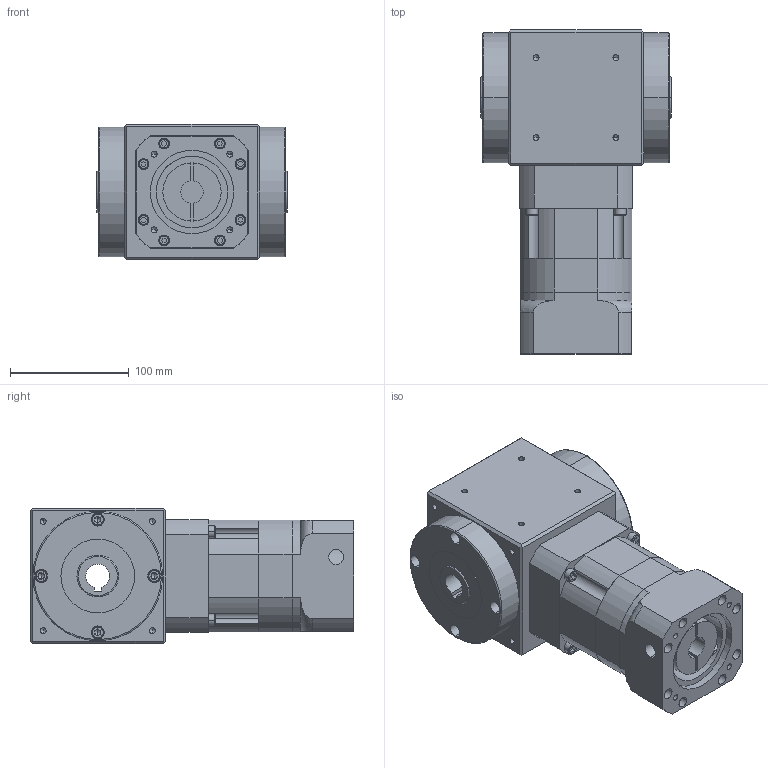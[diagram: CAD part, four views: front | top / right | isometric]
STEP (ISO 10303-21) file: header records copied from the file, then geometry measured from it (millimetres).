
FILE_DESCRIPTION (( 'STEP AP214' ), '1' );
FILE_NAME ('RAM090-L2-XX-H-19-70-90-M6_2019.STEP', '2019-04-09T03:02:42', ( 'Y' ), ( 'NCU' ), 'SwSTEP 2.0', 'SolidWorks 2016', '' );
FILE_SCHEMA (( 'AUTOMOTIVE_DESIGN' ));
Length unit declared in the file: millimetre
Products named in the file (1): RAM090-L2-XX-H-19-70-90-M6_2019
Bounding box: 160 x 272.5 x 114 mm (x, y, z)
Volume: 3004165.6 mm3; surface area: 255140.3 mm2
Topology: 4 solids, 12 shells, 645 faces, 1519 edges, 936 vertices
Faces by surface type: plane 301, cylinder 228, cone 88, torus 28
Entity records: 19712 total; most frequent: CARTESIAN_POINT 3629, DIRECTION 3305, ORIENTED_EDGE 2910, EDGE_CURVE 1455, AXIS2_PLACEMENT_3D 1236, VERTEX_POINT 936, LINE 833, VECTOR 833
